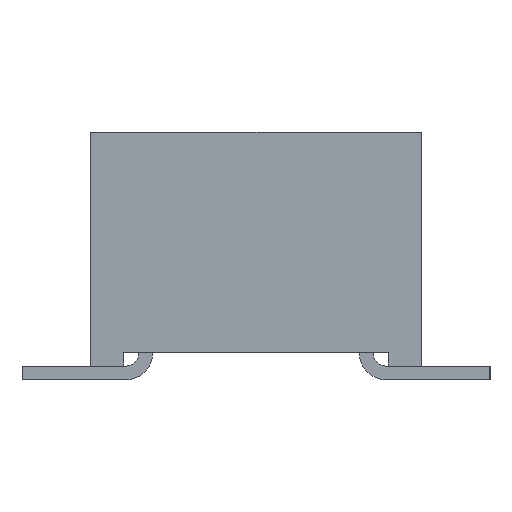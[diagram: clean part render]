
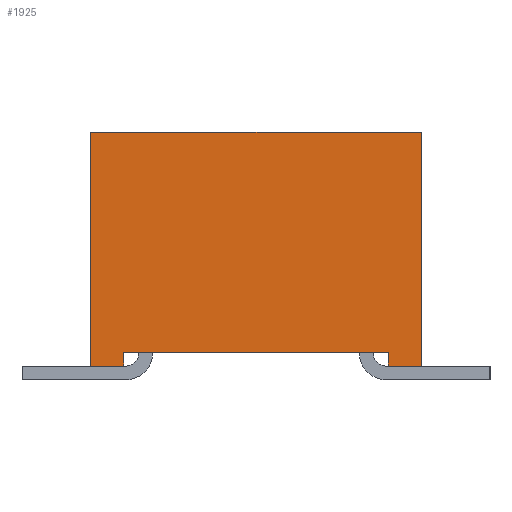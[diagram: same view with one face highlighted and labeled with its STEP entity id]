
A CAD part, left-side view. The second image highlights one B-rep face of the part: STEP entity #1925.
In plain terms, the highlighted planar face has unit normal (-1, 0, 0).
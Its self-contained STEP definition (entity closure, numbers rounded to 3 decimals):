
#1925 = ADVANCED_FACE('',(#1926),#1992,.F.);
#1926 = FACE_BOUND('',#1927,.T.);
#1927 = EDGE_LOOP('',(#1928,#1938,#1946,#1954,#1962,#1970,#1978,#1986));
#1928 = ORIENTED_EDGE('',*,*,#1929,.T.);
#1929 = EDGE_CURVE('',#1930,#1932,#1934,.T.);
#1930 = VERTEX_POINT('',#1931);
#1931 = CARTESIAN_POINT('',(-4.661,-1.219,0.277));
#1932 = VERTEX_POINT('',#1933);
#1933 = CARTESIAN_POINT('',(-4.661,-1.219,0.15));
#1934 = LINE('',#1935,#1936);
#1935 = CARTESIAN_POINT('',(-4.661,-1.219,0.277));
#1936 = VECTOR('',#1937,1.);
#1937 = DIRECTION('',(0.,0.,-1.));
#1938 = ORIENTED_EDGE('',*,*,#1939,.T.);
#1939 = EDGE_CURVE('',#1932,#1940,#1942,.T.);
#1940 = VERTEX_POINT('',#1941);
#1941 = CARTESIAN_POINT('',(-4.661,-1.524,0.15));
#1942 = LINE('',#1943,#1944);
#1943 = CARTESIAN_POINT('',(-4.661,1.524,0.15));
#1944 = VECTOR('',#1945,1.);
#1945 = DIRECTION('',(0.,-1.,0.));
#1946 = ORIENTED_EDGE('',*,*,#1947,.F.);
#1947 = EDGE_CURVE('',#1948,#1940,#1950,.T.);
#1948 = VERTEX_POINT('',#1949);
#1949 = CARTESIAN_POINT('',(-4.661,-1.524,2.309));
#1950 = LINE('',#1951,#1952);
#1951 = CARTESIAN_POINT('',(-4.661,-1.524,2.309));
#1952 = VECTOR('',#1953,1.);
#1953 = DIRECTION('',(0.,0.,-1.));
#1954 = ORIENTED_EDGE('',*,*,#1955,.F.);
#1955 = EDGE_CURVE('',#1956,#1948,#1958,.T.);
#1956 = VERTEX_POINT('',#1957);
#1957 = CARTESIAN_POINT('',(-4.661,1.524,2.309));
#1958 = LINE('',#1959,#1960);
#1959 = CARTESIAN_POINT('',(-4.661,1.524,2.309));
#1960 = VECTOR('',#1961,1.);
#1961 = DIRECTION('',(0.,-1.,0.));
#1962 = ORIENTED_EDGE('',*,*,#1963,.T.);
#1963 = EDGE_CURVE('',#1956,#1964,#1966,.T.);
#1964 = VERTEX_POINT('',#1965);
#1965 = CARTESIAN_POINT('',(-4.661,1.524,0.15));
#1966 = LINE('',#1967,#1968);
#1967 = CARTESIAN_POINT('',(-4.661,1.524,2.309));
#1968 = VECTOR('',#1969,1.);
#1969 = DIRECTION('',(0.,0.,-1.));
#1970 = ORIENTED_EDGE('',*,*,#1971,.T.);
#1971 = EDGE_CURVE('',#1964,#1972,#1974,.T.);
#1972 = VERTEX_POINT('',#1973);
#1973 = CARTESIAN_POINT('',(-4.661,1.219,0.15));
#1974 = LINE('',#1975,#1976);
#1975 = CARTESIAN_POINT('',(-4.661,1.524,0.15));
#1976 = VECTOR('',#1977,1.);
#1977 = DIRECTION('',(0.,-1.,0.));
#1978 = ORIENTED_EDGE('',*,*,#1979,.T.);
#1979 = EDGE_CURVE('',#1972,#1980,#1982,.T.);
#1980 = VERTEX_POINT('',#1981);
#1981 = CARTESIAN_POINT('',(-4.661,1.219,0.277));
#1982 = LINE('',#1983,#1984);
#1983 = CARTESIAN_POINT('',(-4.661,1.219,0.023));
#1984 = VECTOR('',#1985,1.);
#1985 = DIRECTION('',(0.,0.,1.));
#1986 = ORIENTED_EDGE('',*,*,#1987,.T.);
#1987 = EDGE_CURVE('',#1980,#1930,#1988,.T.);
#1988 = LINE('',#1989,#1990);
#1989 = CARTESIAN_POINT('',(-4.661,1.219,0.277));
#1990 = VECTOR('',#1991,1.);
#1991 = DIRECTION('',(0.,-1.,0.));
#1992 = PLANE('',#1993);
#1993 = AXIS2_PLACEMENT_3D('',#1994,#1995,#1996);
#1994 = CARTESIAN_POINT('',(-4.661,1.524,2.309));
#1995 = DIRECTION('',(1.,0.,0.));
#1996 = DIRECTION('',(0.,1.,0.));
